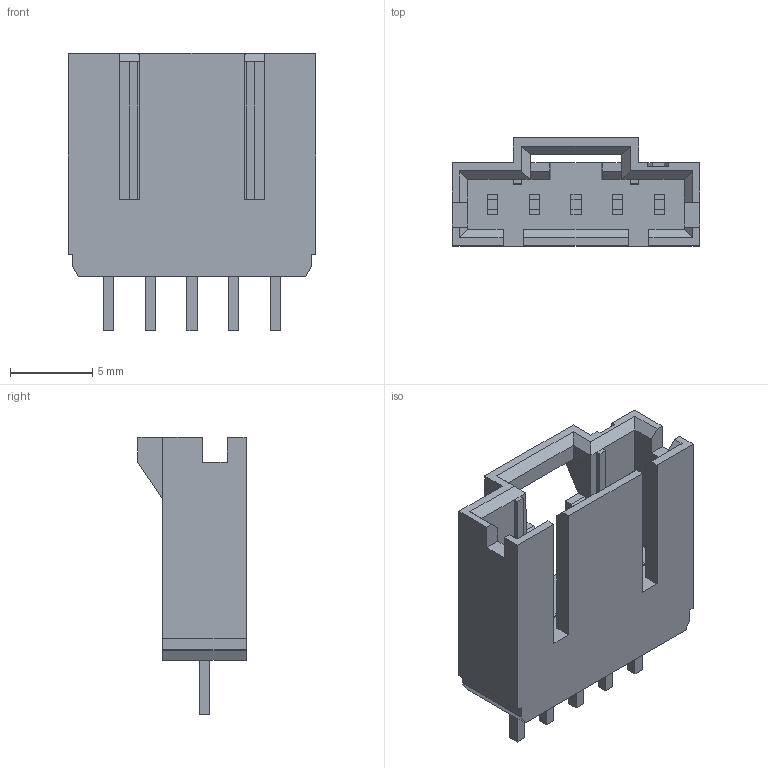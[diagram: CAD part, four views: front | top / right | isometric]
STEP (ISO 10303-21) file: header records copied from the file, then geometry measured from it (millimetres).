
FILE_DESCRIPTION(('FreeCAD Model'),'2;1');
FILE_NAME('Open CASCADE Shape Model','2022-07-17T11:07:52',('Author'),( ''),'Open CASCADE STEP processor 7.4','FreeCAD','Unknown');
FILE_SCHEMA(('AUTOMOTIVE_DESIGN { 1 0 10303 214 1 1 1 1 }'));
Length unit declared in the file: millimetre
Products named in the file (1): C-5-104363-4
Bounding box: 15.11 x 6.6 x 16.89 mm (x, y, z)
Volume: 649.4 mm3; surface area: 1080.6 mm2
Topology: 1 solids, 1 shells, 148 faces, 396 edges, 258 vertices
Faces by surface type: plane 146, cylinder 2
Entity records: 5143 total; most frequent: CARTESIAN_POINT 803, ORIENTED_EDGE 792, DIRECTION 698, EDGE_CURVE 396, LINE 392, VECTOR 392, VERTEX_POINT 258, FACE_BOUND 158
